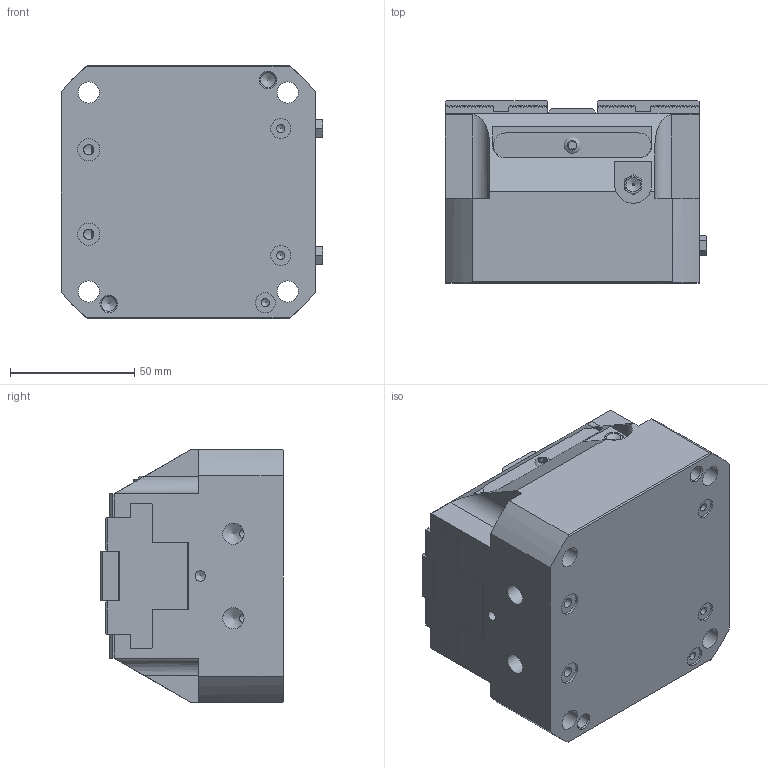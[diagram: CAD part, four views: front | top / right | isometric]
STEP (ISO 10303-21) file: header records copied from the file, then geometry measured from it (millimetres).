
FILE_DESCRIPTION(/* description */ (''),/* implementation_level */ '2;1');
FILE_NAME(/* name */ 'CFB 100 C1 ID D.stp',/* time_stamp */ '2020-07-27T09:26:32+02:00',/* author */ ('e.orio2'),/* organization */ (''),/* preprocessor_version */ 'ST-DEVELOPER v17',/* originating_system */ 'Autodesk Inventor 2019',/* authorisation */ '');
FILE_SCHEMA (('AUTOMOTIVE_DESIGN { 1 0 10303 214 3 1 1 }'));
Length unit declared in the file: millimetre
Products named in the file (10): CFB 100 C1 ID D; Corpo; CFB-100.COPERCHIETTO; CNS 4558 - M3 x 0,5 x 8; ISO 2338 - 4 h8 x 8 - B(3); VTB M4; Mascherina-NO SENS; Tassello; Griffa C1-D; Griffa C1-D_MIR
Assembly tree (12 placements, depth 2):
  CFB 100 C1 ID D
    Corpo
    CFB-100.COPERCHIETTO
    CNS 4558 - M3 x 0,5 x 8  x2
    ISO 2338 - 4 h8 x 8 - B(3)  x2
    VTB M4
    Mascherina-NO SENS
    Tassello  x2
    Griffa C1-D
    Griffa C1-D_MIR
Bounding box: 105 x 73.3 x 102 mm (x, y, z)
Volume: 608210.1 mm3; surface area: 90407.7 mm2
Topology: 12 solids, 14 shells, 1208 faces, 3543 edges, 2363 vertices
Faces by surface type: plane 1010, cylinder 118, cone 75, sphere 4, bspline 1
Full cylindrical faces by diameter (mm): 2.459 x2, 3 x2, 3.242 x4, 3.5 x2, 4 x7, 4.134 x2, 4.2 x6, 4.459 x2, 4.917 x20, 6 x4, 7.6 x1, 8 x3, 8.5 x4, 8.566 x2, 9 x2, 12 x1, 15 x1
Entity records: 40113 total; most frequent: CARTESIAN_POINT 7215, ORIENTED_EDGE 6902, DIRECTION 6456, EDGE_CURVE 3451, LINE 2732, VECTOR 2732, VERTEX_POINT 2325, AXIS2_PLACEMENT_3D 1862
